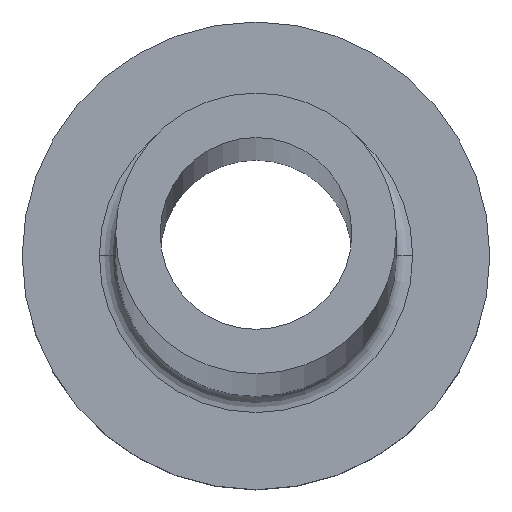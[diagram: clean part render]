
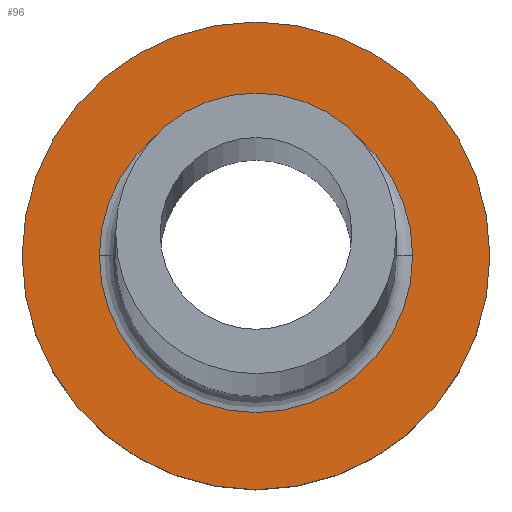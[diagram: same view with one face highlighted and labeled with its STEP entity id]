
A CAD part, top view. The second image highlights one B-rep face of the part: STEP entity #96.
In plain terms, the highlighted planar face has unit normal (0, 0, 1).
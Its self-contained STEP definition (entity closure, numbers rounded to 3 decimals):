
#15 = DIRECTION ( 'NONE',  ( 0., 0., -1. ) ) ;
#17 = FACE_OUTER_BOUND ( 'NONE', #379, .T. ) ;
#19 = FACE_BOUND ( 'NONE', #83, .T. ) ;
#53 = VERTEX_POINT ( 'NONE', #78 ) ;
#57 = DIRECTION ( 'NONE',  ( 1., 0., 0. ) ) ;
#60 = ORIENTED_EDGE ( 'NONE', *, *, #154, .T. ) ;
#64 = EDGE_CURVE ( 'NONE', #99, #255, #270, .T. ) ;
#75 = AXIS2_PLACEMENT_3D ( 'NONE', #94, #182, #274 ) ;
#78 = CARTESIAN_POINT ( 'NONE',  ( 10., 0., 7. ) ) ;
#83 = EDGE_LOOP ( 'NONE', ( #293, #320 ) ) ;
#94 = CARTESIAN_POINT ( 'NONE',  ( 0., 0., 7. ) ) ;
#96 = ADVANCED_FACE ( 'NONE', ( #19, #17 ), #165, .T. ) ;
#99 = VERTEX_POINT ( 'NONE', #367 ) ;
#100 = CIRCLE ( 'NONE', #75, 10. ) ;
#113 = EDGE_CURVE ( 'NONE', #255, #99, #150, .T. ) ;
#136 = DIRECTION ( 'NONE',  ( 0., 0., 1. ) ) ;
#138 = DIRECTION ( 'NONE',  ( 1., 0., 0. ) ) ;
#144 = DIRECTION ( 'NONE',  ( 0., 0., 1. ) ) ;
#150 = CIRCLE ( 'NONE', #201, 6.7 ) ;
#154 = EDGE_CURVE ( 'NONE', #53, #363, #256, .T. ) ;
#165 = PLANE ( 'NONE',  #329 ) ;
#182 = DIRECTION ( 'NONE',  ( 0., 0., 1. ) ) ;
#201 = AXIS2_PLACEMENT_3D ( 'NONE', #279, #15, #138 ) ;
#229 = ORIENTED_EDGE ( 'NONE', *, *, #326, .T. ) ;
#248 = DIRECTION ( 'NONE',  ( 0., 0., -1. ) ) ;
#255 = VERTEX_POINT ( 'NONE', #316 ) ;
#256 = CIRCLE ( 'NONE', #264, 10. ) ;
#264 = AXIS2_PLACEMENT_3D ( 'NONE', #284, #144, #57 ) ;
#270 = CIRCLE ( 'NONE', #281, 6.7 ) ;
#274 = DIRECTION ( 'NONE',  ( 1., 0., 0. ) ) ;
#278 = DIRECTION ( 'NONE',  ( 1., 0., 0. ) ) ;
#279 = CARTESIAN_POINT ( 'NONE',  ( 0., 0., 7. ) ) ;
#281 = AXIS2_PLACEMENT_3D ( 'NONE', #365, #248, #278 ) ;
#284 = CARTESIAN_POINT ( 'NONE',  ( 0., 0., 7. ) ) ;
#293 = ORIENTED_EDGE ( 'NONE', *, *, #64, .T. ) ;
#300 = CARTESIAN_POINT ( 'NONE',  ( -10., 0., 7. ) ) ;
#316 = CARTESIAN_POINT ( 'NONE',  ( -6.7, 0., 7. ) ) ;
#320 = ORIENTED_EDGE ( 'NONE', *, *, #113, .T. ) ;
#326 = EDGE_CURVE ( 'NONE', #363, #53, #100, .T. ) ;
#329 = AXIS2_PLACEMENT_3D ( 'NONE', #372, #136, #339 ) ;
#339 = DIRECTION ( 'NONE',  ( 1., 0., 0. ) ) ;
#363 = VERTEX_POINT ( 'NONE', #300 ) ;
#365 = CARTESIAN_POINT ( 'NONE',  ( 0., 0., 7. ) ) ;
#367 = CARTESIAN_POINT ( 'NONE',  ( 6.7, 0., 7. ) ) ;
#372 = CARTESIAN_POINT ( 'NONE',  ( 0., 0., 7. ) ) ;
#379 = EDGE_LOOP ( 'NONE', ( #229, #60 ) ) ;
